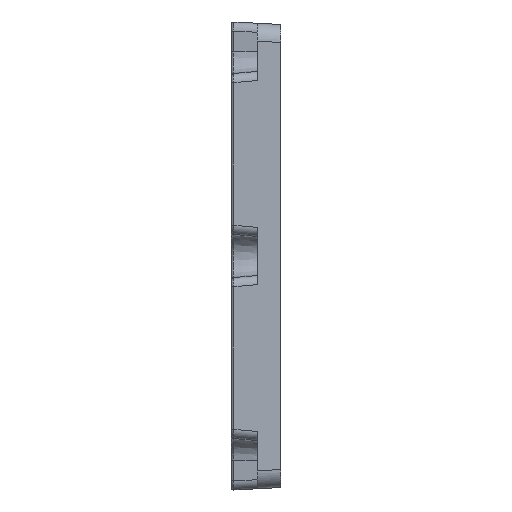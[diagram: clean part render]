
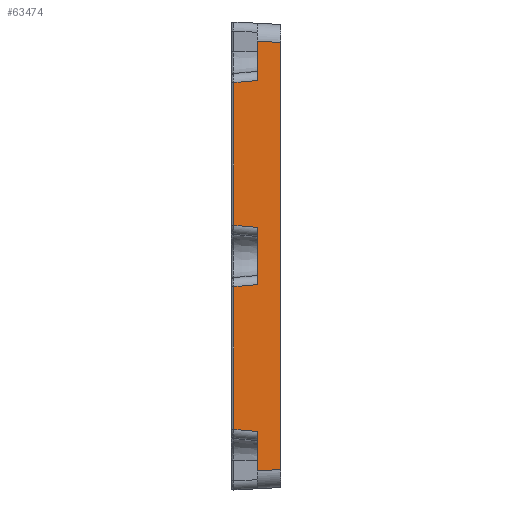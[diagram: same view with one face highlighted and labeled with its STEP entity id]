
A CAD part, left-side view. The second image highlights one B-rep face of the part: STEP entity #63474.
In plain terms, the highlighted planar face has unit normal (-0.999, -0.052, 0).
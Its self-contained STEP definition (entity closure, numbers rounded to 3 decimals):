
#2112=DIRECTION('',(0.,0.,-1.));
#2113=VECTOR('',#2112,6.545);
#2114=CARTESIAN_POINT('',(-109.773,2.361,-29.232));
#2115=LINE('',#2114,#2113);
#2122=CARTESIAN_POINT('',(-109.773,2.361,-35.777));
#2147=DIRECTION('',(0.,0.,-1.));
#2148=VECTOR('',#2147,6.545);
#2149=CARTESIAN_POINT('',(-109.773,2.361,35.777));
#2150=LINE('',#2149,#2148);
#2190=DIRECTION('',(0.,0.,-1.));
#2191=VECTOR('',#2190,9.536);
#2192=CARTESIAN_POINT('',(-109.773,2.361,4.768));
#2193=LINE('',#2192,#2191);
#8578=CARTESIAN_POINT('',(-109.57,-1.5,-35.574));
#8586=DIRECTION('',(0.,0.,1.));
#8587=VECTOR('',#8586,71.149);
#8588=CARTESIAN_POINT('',(-109.57,-1.5,-35.574));
#8589=LINE('',#8588,#8587);
#8596=CARTESIAN_POINT('',(-109.57,-1.5,35.574));
#16746=DIRECTION('',(0.,0.,1.));
#16747=VECTOR('',#16746,23.779);
#16748=CARTESIAN_POINT('',(-109.978,6.279,
-28.889));
#16749=LINE('',#16748,#16747);
#16750=DIRECTION('',(0.052,-0.995,0.087));
#16751=VECTOR('',#16750,3.939);
#16752=CARTESIAN_POINT('',(-109.978,6.279,
-5.111));
#16753=LINE('',#16752,#16751);
#16754=DIRECTION('',(0.052,-0.995,-0.087));
#16755=VECTOR('',#16754,3.939);
#16756=CARTESIAN_POINT('',(-109.978,6.279,
5.111));
#16757=LINE('',#16756,#16755);
#16758=DIRECTION('',(0.,0.,1.));
#16759=VECTOR('',#16758,23.779);
#16760=CARTESIAN_POINT('',(-109.978,6.279,
5.111));
#16761=LINE('',#16760,#16759);
#16762=DIRECTION('',(0.052,-0.995,0.087));
#16763=VECTOR('',#16762,3.939);
#16764=CARTESIAN_POINT('',(-109.978,6.279,
28.889));
#16765=LINE('',#16764,#16763);
#16766=DIRECTION('',(0.052,-0.997,-0.052));
#16767=VECTOR('',#16766,3.871);
#16768=CARTESIAN_POINT('',(-109.773,2.361,35.777));
#16769=LINE('',#16768,#16767);
#16770=DIRECTION('',(0.052,-0.997,0.052));
#16771=VECTOR('',#16770,3.871);
#16772=CARTESIAN_POINT('',(-109.773,2.361,-35.777));
#16773=LINE('',#16772,#16771);
#16774=DIRECTION('',(0.052,-0.995,-0.087));
#16775=VECTOR('',#16774,3.939);
#16776=CARTESIAN_POINT('',(-109.978,6.279,
-28.889));
#16777=LINE('',#16776,#16775);
#16791=CARTESIAN_POINT('',(-109.773,2.361,-4.768));
#16829=CARTESIAN_POINT('',(-109.978,6.279,
5.111));
#16831=CARTESIAN_POINT('',(-109.773,2.361,4.768));
#16850=CARTESIAN_POINT('',(-109.773,2.361,29.232));
#16903=CARTESIAN_POINT('',(-109.978,6.279,
-28.889));
#16905=CARTESIAN_POINT('',(-109.773,2.361,-29.232));
#32420=VERTEX_POINT('',#8578);
#32423=VERTEX_POINT('',#8596);
#32779=VERTEX_POINT('',#16903);
#32782=CARTESIAN_POINT('',(-109.978,6.279,
-5.111));
#32783=VERTEX_POINT('',#32782);
#32799=VERTEX_POINT('',#16829);
#32802=CARTESIAN_POINT('',(-109.978,6.279,
28.889));
#32803=VERTEX_POINT('',#32802);
#34502=VERTEX_POINT('',#2122);
#34503=CARTESIAN_POINT('',(-109.773,2.361,35.777));
#34504=VERTEX_POINT('',#34503);
#34510=VERTEX_POINT('',#16905);
#34556=VERTEX_POINT('',#16831);
#34557=VERTEX_POINT('',#16791);
#34558=VERTEX_POINT('',#16850);
#63450=CARTESIAN_POINT('',(-110.,6.7,-43.081));
#63451=DIRECTION('',(-0.999,-0.052,0.));
#63452=DIRECTION('',(0.,0.,1.));
#63453=AXIS2_PLACEMENT_3D('',#63450,#63451,#63452);
#63454=PLANE('',#63453);
#63455=ORIENTED_EDGE('',*,*,#36553,.T.);
#63457=ORIENTED_EDGE('',*,*,#63456,.T.);
#63458=ORIENTED_EDGE('',*,*,#38645,.F.);
#63460=ORIENTED_EDGE('',*,*,#63459,.F.);
#63461=ORIENTED_EDGE('',*,*,#36755,.T.);
#63463=ORIENTED_EDGE('',*,*,#63462,.T.);
#63464=ORIENTED_EDGE('',*,*,#38611,.F.);
#63466=ORIENTED_EDGE('',*,*,#63465,.T.);
#63467=ORIENTED_EDGE('',*,*,#42483,.F.);
#63468=ORIENTED_EDGE('',*,*,#63445,.F.);
#63469=ORIENTED_EDGE('',*,*,#38586,.F.);
#63471=ORIENTED_EDGE('',*,*,#63470,.F.);
#63472=EDGE_LOOP('',(#63455,#63457,#63458,#63460,#63461,#63463,#63464,#63466,
#63467,#63468,#63469,#63471));
#63473=FACE_OUTER_BOUND('',#63472,.F.);
#36553=EDGE_CURVE('',#32779,#32783,#16749,.T.);
#36755=EDGE_CURVE('',#32799,#32803,#16761,.T.);
#38586=EDGE_CURVE('',#34510,#34502,#2115,.T.);
#38611=EDGE_CURVE('',#34504,#34558,#2150,.T.);
#38645=EDGE_CURVE('',#34556,#34557,#2193,.T.);
#42483=EDGE_CURVE('',#32420,#32423,#8589,.T.);
#63445=EDGE_CURVE('',#34502,#32420,#16773,.T.);
#63456=EDGE_CURVE('',#32783,#34557,#16753,.T.);
#63459=EDGE_CURVE('',#32799,#34556,#16757,.T.);
#63462=EDGE_CURVE('',#32803,#34558,#16765,.T.);
#63465=EDGE_CURVE('',#34504,#32423,#16769,.T.);
#63470=EDGE_CURVE('',#32779,#34510,#16777,.T.);
#63474=ADVANCED_FACE('',(#63473),#63454,.T.);
